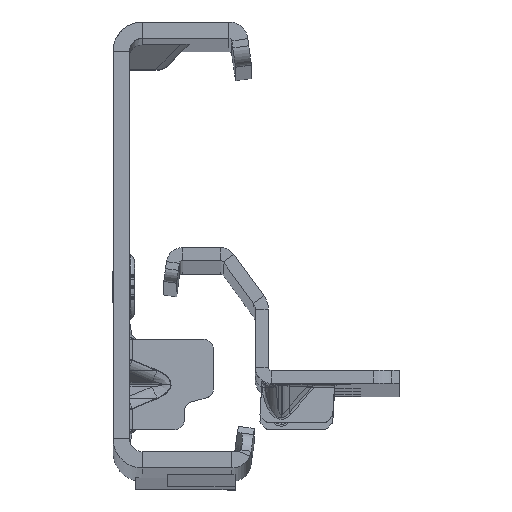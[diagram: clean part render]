
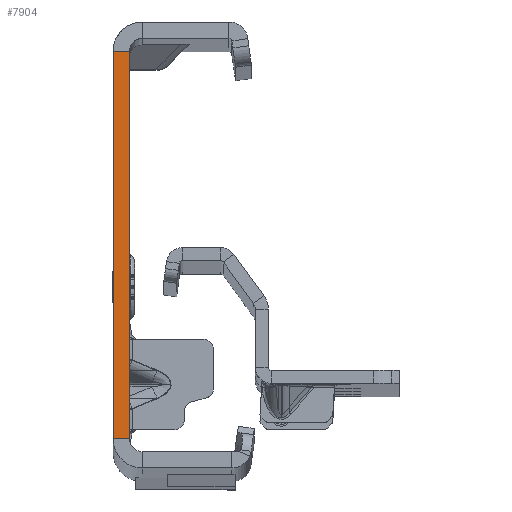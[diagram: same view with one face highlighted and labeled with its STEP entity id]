
A CAD part, top view. The second image highlights one B-rep face of the part: STEP entity #7904.
In plain terms, the highlighted planar face has unit normal (0, 0, 1).
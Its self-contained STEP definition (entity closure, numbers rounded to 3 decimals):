
#1004 = VERTEX_POINT ( 'NONE', #19444 ) ;
#1319 = LINE ( 'NONE', #20000, #2931 ) ;
#1340 = VERTEX_POINT ( 'NONE', #21064 ) ;
#2248 = PLANE ( 'NONE',  #10558 ) ;
#2334 = DIRECTION ( 'NONE',  ( -1., 0., 0. ) ) ;
#2417 = EDGE_LOOP ( 'NONE', ( #24044, #12142, #5408, #5234 ) ) ;
#2534 = LINE ( 'NONE', #19825, #17352 ) ;
#2701 = VERTEX_POINT ( 'NONE', #10865 ) ;
#2931 = VECTOR ( 'NONE', #10421, 1000. ) ;
#4012 = FACE_OUTER_BOUND ( 'NONE', #2417, .T. ) ;
#4391 = DIRECTION ( 'NONE',  ( 0., 0., 1. ) ) ;
#5234 = ORIENTED_EDGE ( 'NONE', *, *, #21284, .F. ) ;
#5253 = VECTOR ( 'NONE', #7885, 1000. ) ;
#5408 = ORIENTED_EDGE ( 'NONE', *, *, #5678, .T. ) ;
#5678 = EDGE_CURVE ( 'NONE', #1004, #1340, #5830, .T. ) ;
#5830 = LINE ( 'NONE', #15824, #5253 ) ;
#6502 = CARTESIAN_POINT ( 'NONE',  ( 0., -30., 0. ) ) ;
#6809 = EDGE_CURVE ( 'NONE', #2701, #21942, #2534, .T. ) ;
#7885 = DIRECTION ( 'NONE',  ( 0., -1., 0. ) ) ;
#7904 = ADVANCED_FACE ( 'NONE', ( #4012 ), #2248, .T. ) ;
#8335 = CARTESIAN_POINT ( 'NONE',  ( -2.5, -32., 0. ) ) ;
#10421 = DIRECTION ( 'NONE',  ( -1., 0., 0. ) ) ;
#10558 = AXIS2_PLACEMENT_3D ( 'NONE', #8335, #4391, #12118 ) ;
#10865 = CARTESIAN_POINT ( 'NONE',  ( 0., 30., 0. ) ) ;
#11513 = CARTESIAN_POINT ( 'NONE',  ( 0., -30., 0. ) ) ;
#12118 = DIRECTION ( 'NONE',  ( 1., 0., 0. ) ) ;
#12142 = ORIENTED_EDGE ( 'NONE', *, *, #20838, .T. ) ;
#14309 = VECTOR ( 'NONE', #2334, 1000. ) ;
#15824 = CARTESIAN_POINT ( 'NONE',  ( -2.5, -32., 0. ) ) ;
#16198 = DIRECTION ( 'NONE',  ( 0., -1., 0. ) ) ;
#17352 = VECTOR ( 'NONE', #16198, 1000. ) ;
#19444 = CARTESIAN_POINT ( 'NONE',  ( -2.5, 30., 0. ) ) ;
#19825 = CARTESIAN_POINT ( 'NONE',  ( 0., -32., 0. ) ) ;
#20000 = CARTESIAN_POINT ( 'NONE',  ( 0., 30., 0. ) ) ;
#20838 = EDGE_CURVE ( 'NONE', #2701, #1004, #1319, .T. ) ;
#21064 = CARTESIAN_POINT ( 'NONE',  ( -2.5, -30., 0. ) ) ;
#21284 = EDGE_CURVE ( 'NONE', #21942, #1340, #23151, .T. ) ;
#21942 = VERTEX_POINT ( 'NONE', #11513 ) ;
#23151 = LINE ( 'NONE', #6502, #14309 ) ;
#24044 = ORIENTED_EDGE ( 'NONE', *, *, #6809, .F. ) ;
